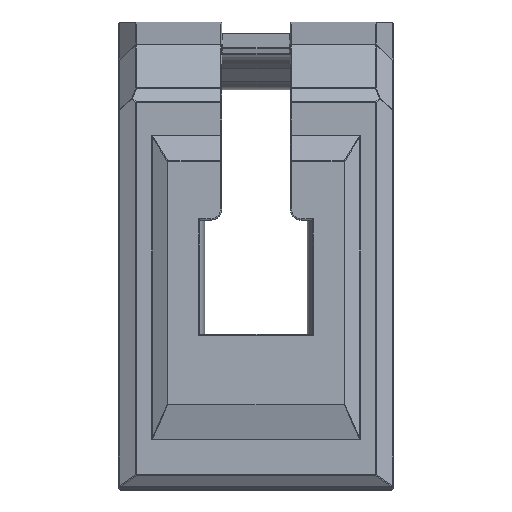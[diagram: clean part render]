
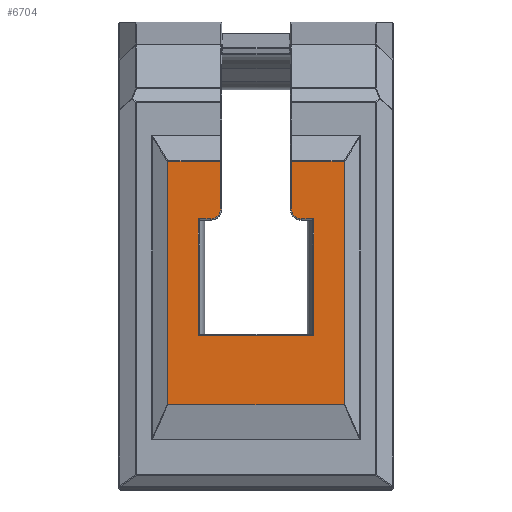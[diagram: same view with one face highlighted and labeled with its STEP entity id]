
A CAD part, left-side view. The second image highlights one B-rep face of the part: STEP entity #6704.
In plain terms, the highlighted planar face has unit normal (-1, 0, 0.002).
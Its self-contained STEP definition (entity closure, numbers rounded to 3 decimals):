
#220 = ORIENTED_EDGE ( 'NONE', *, *, #4269, .T. ) ;
#355 = EDGE_CURVE ( 'NONE', #7292, #5917, #8200, .T. ) ;
#399 = VECTOR ( 'NONE', #6965, 1000. ) ;
#491 = CARTESIAN_POINT ( 'NONE',  ( 0.06, 102.029, 92.545 ) ) ;
#600 = EDGE_CURVE ( 'NONE', #3210, #16101, #14193, .T. ) ;
#738 = VECTOR ( 'NONE', #12951, 1000. ) ;
#773 = CARTESIAN_POINT ( 'NONE',  ( 0.06, 106.653, 92.529 ) ) ;
#836 = ORIENTED_EDGE ( 'NONE', *, *, #9713, .T. ) ;
#874 = ORIENTED_EDGE ( 'NONE', *, *, #5620, .T. ) ;
#1253 = DIRECTION ( 'NONE',  ( -1., 0., 0.002 ) ) ;
#1272 = PLANE ( 'NONE',  #13876 ) ;
#1284 = VECTOR ( 'NONE', #7135, 1000. ) ;
#1392 = LINE ( 'NONE', #7726, #10604 ) ;
#1421 = LINE ( 'NONE', #7359, #9339 ) ;
#1437 = DIRECTION ( 'NONE',  ( -1., 0., 0.002 ) ) ;
#1484 = DIRECTION ( 'NONE',  ( -0.002, 0., -1. ) ) ;
#1597 = CARTESIAN_POINT ( 'NONE',  ( 0.052, 94.929, 88.382 ) ) ;
#1754 = EDGE_LOOP ( 'NONE', ( #874, #9382, #9317, #9348, #12004, #4656, #6692, #220, #7514, #13931, #836, #5317, #13043, #7151 ) ) ;
#1959 = EDGE_CURVE ( 'NONE', #16101, #9831, #1421, .T. ) ;
#1974 = CARTESIAN_POINT ( 'NONE',  ( 0.012, 98.929, 65.054 ) ) ;
#2300 = CARTESIAN_POINT ( 'NONE',  ( 0.052, 102.029, 88.382 ) ) ;
#2469 = CARTESIAN_POINT ( 'NONE',  ( 0.052, 102.929, 88.382 ) ) ;
#2523 = EDGE_CURVE ( 'NONE', #6945, #15186, #9062, .T. ) ;
#2574 = DIRECTION ( 'NONE',  ( -0.002, 0., -1. ) ) ;
#2720 = EDGE_CURVE ( 'NONE', #10428, #3210, #9556, .T. ) ;
#2926 = CARTESIAN_POINT ( 'NONE',  ( 0.06, 91.204, 92.545 ) ) ;
#2982 = CARTESIAN_POINT ( 'NONE',  ( 0.033, 93.878, 77.382 ) ) ;
#3107 = LINE ( 'NONE', #491, #8058 ) ;
#3210 = VERTEX_POINT ( 'NONE', #11478 ) ;
#3275 = VECTOR ( 'NONE', #12977, 1000. ) ;
#3301 = VERTEX_POINT ( 'NONE', #773 ) ;
#3453 = CIRCLE ( 'NONE', #12666, 0.9 ) ;
#3635 = VECTOR ( 'NONE', #14360, 1000. ) ;
#3823 = CARTESIAN_POINT ( 'NONE',  ( 0.051, 103.979, 87.382 ) ) ;
#4026 = EDGE_CURVE ( 'NONE', #11084, #13454, #1392, .T. ) ;
#4076 = LINE ( 'NONE', #12898, #399 ) ;
#4144 = DIRECTION ( 'NONE',  ( 0.002, 0., 1. ) ) ;
#4269 = EDGE_CURVE ( 'NONE', #9831, #7292, #10098, .T. ) ;
#4499 = CARTESIAN_POINT ( 'NONE',  ( 0.051, 102.929, 87.482 ) ) ;
#4656 = ORIENTED_EDGE ( 'NONE', *, *, #600, .T. ) ;
#4865 = CARTESIAN_POINT ( 'NONE',  ( 0.051, 94.929, 87.482 ) ) ;
#4957 = CARTESIAN_POINT ( 'NONE',  ( 0.052, 95.829, 88.382 ) ) ;
#5317 = ORIENTED_EDGE ( 'NONE', *, *, #9502, .T. ) ;
#5323 = CARTESIAN_POINT ( 'NONE',  ( 0.033, 93.878, 77.282 ) ) ;
#5620 = EDGE_CURVE ( 'NONE', #13454, #9522, #14214, .T. ) ;
#5698 = LINE ( 'NONE', #10648, #738 ) ;
#5763 = AXIS2_PLACEMENT_3D ( 'NONE', #1597, #1437, #4144 ) ;
#5917 = VERTEX_POINT ( 'NONE', #12367 ) ;
#6692 = ORIENTED_EDGE ( 'NONE', *, *, #1959, .T. ) ;
#6704 = ADVANCED_FACE ( 'NONE', ( #8762 ), #1272, .T. ) ;
#6926 = DIRECTION ( 'NONE',  ( -1., 0., 0.002 ) ) ;
#6945 = VERTEX_POINT ( 'NONE', #7966 ) ;
#6965 = DIRECTION ( 'NONE',  ( 0., 1., 0. ) ) ;
#7135 = DIRECTION ( 'NONE',  ( 0., -1., 0. ) ) ;
#7151 = ORIENTED_EDGE ( 'NONE', *, *, #4026, .T. ) ;
#7292 = VERTEX_POINT ( 'NONE', #15040 ) ;
#7359 = CARTESIAN_POINT ( 'NONE',  ( 0.033, 98.929, 77.282 ) ) ;
#7514 = ORIENTED_EDGE ( 'NONE', *, *, #355, .T. ) ;
#7726 = CARTESIAN_POINT ( 'NONE',  ( 0.022, 91.179, 71.23 ) ) ;
#7766 = EDGE_CURVE ( 'NONE', #3301, #11084, #12710, .T. ) ;
#7966 = CARTESIAN_POINT ( 'NONE',  ( 0.06, 95.829, 92.529 ) ) ;
#8058 = VECTOR ( 'NONE', #15779, 1000. ) ;
#8200 = LINE ( 'NONE', #4499, #1284 ) ;
#8531 = DIRECTION ( 'NONE',  ( 0., -1., 0. ) ) ;
#8762 = FACE_OUTER_BOUND ( 'NONE', #1754, .T. ) ;
#8868 = DIRECTION ( 'NONE',  ( 0.002, 0., 1. ) ) ;
#8899 = CARTESIAN_POINT ( 'NONE',  ( 0.052, 95.829, 88.382 ) ) ;
#9002 = EDGE_CURVE ( 'NONE', #15186, #10428, #12866, .T. ) ;
#9050 = VECTOR ( 'NONE', #1484, 1000. ) ;
#9062 = LINE ( 'NONE', #8899, #9050 ) ;
#9240 = VERTEX_POINT ( 'NONE', #12381 ) ;
#9317 = ORIENTED_EDGE ( 'NONE', *, *, #2523, .T. ) ;
#9339 = VECTOR ( 'NONE', #16067, 1000. ) ;
#9348 = ORIENTED_EDGE ( 'NONE', *, *, #9002, .T. ) ;
#9382 = ORIENTED_EDGE ( 'NONE', *, *, #15027, .T. ) ;
#9502 = EDGE_CURVE ( 'NONE', #9240, #3301, #5698, .T. ) ;
#9522 = VERTEX_POINT ( 'NONE', #15807 ) ;
#9556 = LINE ( 'NONE', #14791, #14474 ) ;
#9713 = EDGE_CURVE ( 'NONE', #10472, #9240, #3107, .T. ) ;
#9831 = VERTEX_POINT ( 'NONE', #11086 ) ;
#9882 = CARTESIAN_POINT ( 'NONE',  ( 0.022, 91.204, 71.23 ) ) ;
#10098 = LINE ( 'NONE', #3823, #13280 ) ;
#10428 = VERTEX_POINT ( 'NONE', #4865 ) ;
#10472 = VERTEX_POINT ( 'NONE', #2300 ) ;
#10604 = VECTOR ( 'NONE', #14145, 1000. ) ;
#10635 = DIRECTION ( 'NONE',  ( 0., 1., 0. ) ) ;
#10648 = CARTESIAN_POINT ( 'NONE',  ( 0.06, 106.679, 92.529 ) ) ;
#11084 = VERTEX_POINT ( 'NONE', #13065 ) ;
#11086 = CARTESIAN_POINT ( 'NONE',  ( 0.033, 103.979, 77.282 ) ) ;
#11304 = DIRECTION ( 'NONE',  ( 0.002, 0., 1. ) ) ;
#11478 = CARTESIAN_POINT ( 'NONE',  ( 0.051, 93.878, 87.482 ) ) ;
#12004 = ORIENTED_EDGE ( 'NONE', *, *, #2720, .T. ) ;
#12367 = CARTESIAN_POINT ( 'NONE',  ( 0.051, 102.929, 87.482 ) ) ;
#12381 = CARTESIAN_POINT ( 'NONE',  ( 0.06, 102.029, 92.529 ) ) ;
#12666 = AXIS2_PLACEMENT_3D ( 'NONE', #2469, #1253, #11304 ) ;
#12710 = LINE ( 'NONE', #15095, #12868 ) ;
#12866 = CIRCLE ( 'NONE', #5763, 0.9 ) ;
#12868 = VECTOR ( 'NONE', #2574, 1000. ) ;
#12898 = CARTESIAN_POINT ( 'NONE',  ( 0.06, 95.829, 92.529 ) ) ;
#12951 = DIRECTION ( 'NONE',  ( 0., 1., 0. ) ) ;
#12977 = DIRECTION ( 'NONE',  ( 0.002, 0., 1. ) ) ;
#13043 = ORIENTED_EDGE ( 'NONE', *, *, #7766, .T. ) ;
#13065 = CARTESIAN_POINT ( 'NONE',  ( 0.022, 106.653, 71.23 ) ) ;
#13280 = VECTOR ( 'NONE', #8868, 1000. ) ;
#13454 = VERTEX_POINT ( 'NONE', #9882 ) ;
#13876 = AXIS2_PLACEMENT_3D ( 'NONE', #1974, #6926, #10635 ) ;
#13931 = ORIENTED_EDGE ( 'NONE', *, *, #14186, .T. ) ;
#14145 = DIRECTION ( 'NONE',  ( 0., -1., 0. ) ) ;
#14186 = EDGE_CURVE ( 'NONE', #5917, #10472, #3453, .T. ) ;
#14193 = LINE ( 'NONE', #2982, #3635 ) ;
#14214 = LINE ( 'NONE', #2926, #3275 ) ;
#14360 = DIRECTION ( 'NONE',  ( -0.002, 0., -1. ) ) ;
#14474 = VECTOR ( 'NONE', #8531, 1000. ) ;
#14791 = CARTESIAN_POINT ( 'NONE',  ( 0.051, 93.929, 87.482 ) ) ;
#15027 = EDGE_CURVE ( 'NONE', #9522, #6945, #4076, .T. ) ;
#15040 = CARTESIAN_POINT ( 'NONE',  ( 0.051, 103.979, 87.482 ) ) ;
#15095 = CARTESIAN_POINT ( 'NONE',  ( 0.022, 106.653, 71.218 ) ) ;
#15186 = VERTEX_POINT ( 'NONE', #4957 ) ;
#15779 = DIRECTION ( 'NONE',  ( 0.002, 0., 1. ) ) ;
#15807 = CARTESIAN_POINT ( 'NONE',  ( 0.06, 91.204, 92.529 ) ) ;
#16067 = DIRECTION ( 'NONE',  ( 0., 1., 0. ) ) ;
#16101 = VERTEX_POINT ( 'NONE', #5323 ) ;
